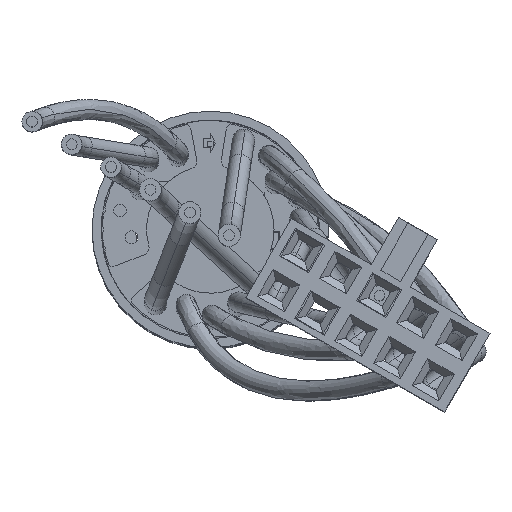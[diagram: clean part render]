
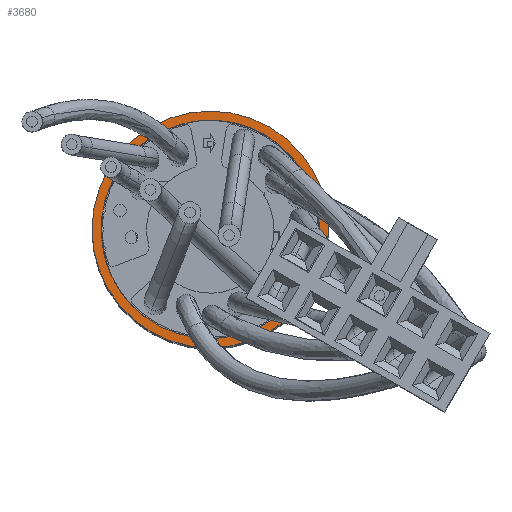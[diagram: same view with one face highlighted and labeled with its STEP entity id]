
A CAD part, top view. The second image highlights one B-rep face of the part: STEP entity #3680.
In plain terms, the highlighted planar face has unit normal (0, 0, 1).
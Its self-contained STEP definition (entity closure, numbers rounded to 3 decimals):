
#3104=CARTESIAN_POINT('',(0.,0.,33.61));
#3105=DIRECTION('',(0.,0.,1.));
#3106=DIRECTION('',(-1.,0.,0.));
#3107=AXIS2_PLACEMENT_3D('',#3104,#3105,#3106);
#3109=CARTESIAN_POINT('',(0.,0.,33.61));
#3110=DIRECTION('',(0.,0.,1.));
#3111=DIRECTION('',(1.,0.,0.));
#3112=AXIS2_PLACEMENT_3D('',#3109,#3110,#3111);
#3114=CARTESIAN_POINT('',(0.,0.,33.61));
#3115=DIRECTION('',(0.,0.,1.));
#3116=DIRECTION('',(0.,1.,0.));
#3117=AXIS2_PLACEMENT_3D('',#3114,#3115,#3116);
#3137=CARTESIAN_POINT('',(0.,0.,33.61));
#3138=DIRECTION('',(0.,0.,-1.));
#3139=DIRECTION('',(0.,1.,0.));
#3140=AXIS2_PLACEMENT_3D('',#3137,#3138,#3139);
#3535=CARTESIAN_POINT('',(-6.5,0.,33.61));
#3536=CARTESIAN_POINT('',(6.5,0.,33.61));
#3537=VERTEX_POINT('',#3535);
#3538=VERTEX_POINT('',#3536);
#3581=CARTESIAN_POINT('',(0.,6.,33.61));
#3582=CARTESIAN_POINT('',(-1.563,5.793,33.61));
#3583=VERTEX_POINT('',#3581);
#3584=VERTEX_POINT('',#3582);
#3663=CARTESIAN_POINT('',(0.,0.,33.61));
#3664=DIRECTION('',(0.,0.,1.));
#3665=DIRECTION('',(-1.,0.,0.));
#3666=AXIS2_PLACEMENT_3D('',#3663,#3664,#3665);
#3667=PLANE('',#3666);
#3669=ORIENTED_EDGE('',*,*,#3668,.F.);
#3671=ORIENTED_EDGE('',*,*,#3670,.F.);
#3672=EDGE_LOOP('',(#3669,#3671));
#3673=FACE_OUTER_BOUND('',#3672,.F.);
#3675=ORIENTED_EDGE('',*,*,#3674,.F.);
#3677=ORIENTED_EDGE('',*,*,#3676,.T.);
#3678=EDGE_LOOP('',(#3675,#3677));
#3679=FACE_BOUND('',#3678,.F.);
#3680=ADVANCED_FACE('',(#3673,#3679),#3667,.T.);
#3108=CIRCLE('',#3107,6.5);
#3113=CIRCLE('',#3112,6.5);
#3118=CIRCLE('',#3117,6.);
#3141=CIRCLE('',#3140,6.);
#3668=EDGE_CURVE('',#3537,#3538,#3108,.T.);
#3670=EDGE_CURVE('',#3538,#3537,#3113,.T.);
#3674=EDGE_CURVE('',#3583,#3584,#3141,.T.);
#3676=EDGE_CURVE('',#3583,#3584,#3118,.T.);
